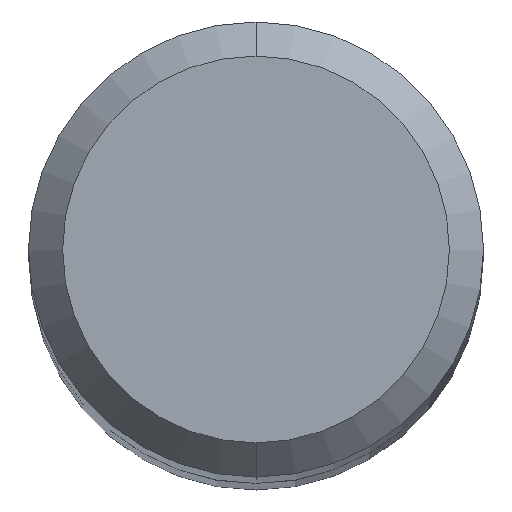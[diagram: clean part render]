
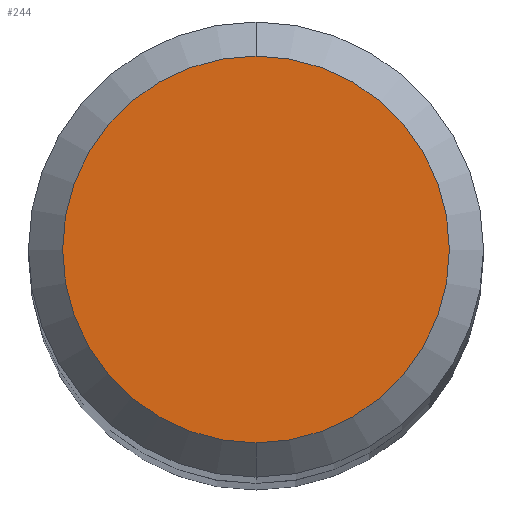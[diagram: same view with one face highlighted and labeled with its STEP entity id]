
A CAD part, top view. The second image highlights one B-rep face of the part: STEP entity #244.
In plain terms, the highlighted planar face has unit normal (0, 0, 1).
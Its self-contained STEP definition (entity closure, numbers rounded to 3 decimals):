
#244=ADVANCED_FACE('',(#551),#552,.T.);
#310=VERTEX_POINT('',#625);
#322=EDGE_CURVE('',#310,#334,#638,.T.);
#334=VERTEX_POINT('',#651);
#404=EDGE_CURVE('',#334,#310,#728,.T.);
#551=FACE_OUTER_BOUND('',#1004,.T.);
#552=PLANE('',#1005);
#625=CARTESIAN_POINT('',(0.,-1.7,0.0));
#638=CIRCLE('',#1120,1.7);
#651=CARTESIAN_POINT('',(0.0,1.7,0.0));
#728=CIRCLE('',#1300,1.7);
#1004=EDGE_LOOP('',(#1490,#1491));
#1005=AXIS2_PLACEMENT_3D('',#1492,#1493,#1494);
#1120=AXIS2_PLACEMENT_3D('',#1574,#1575,#1576);
#1300=AXIS2_PLACEMENT_3D('',#1677,#1678,#1679);
#1490=ORIENTED_EDGE('',*,*,#404,.F.);
#1491=ORIENTED_EDGE('',*,*,#322,.F.);
#1492=CARTESIAN_POINT('',(0.0,0.85,0.0));
#1493=DIRECTION('',(-0.0,0.0,1.0));
#1494=DIRECTION('',(0.0,-1.0,0.0));
#1574=CARTESIAN_POINT('',(0.0,0.0,0.0));
#1575=DIRECTION('',(0.0,0.0,-1.0));
#1576=DIRECTION('',(0.0,1.0,0.0));
#1677=CARTESIAN_POINT('',(0.0,0.0,0.0));
#1678=DIRECTION('',(0.0,0.0,-1.0));
#1679=DIRECTION('',(0.0,1.0,0.0));
